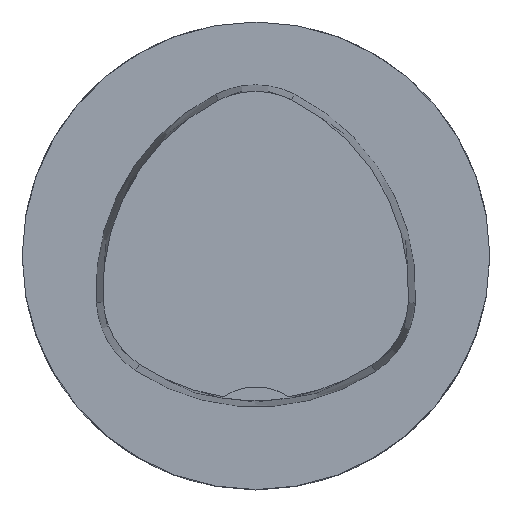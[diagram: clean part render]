
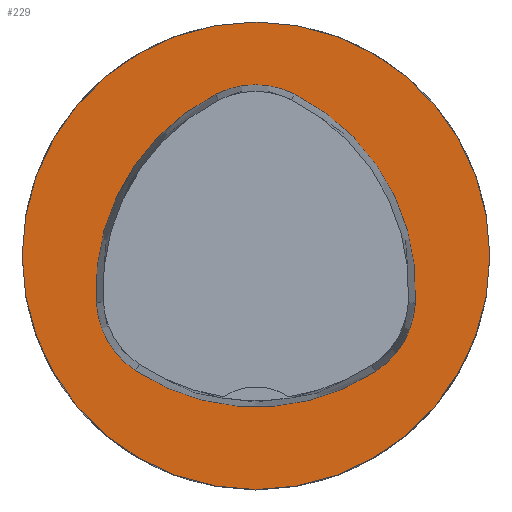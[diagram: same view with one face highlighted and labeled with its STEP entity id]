
A CAD part, top view. The second image highlights one B-rep face of the part: STEP entity #229.
In plain terms, the highlighted planar face has unit normal (0, 0, 1).
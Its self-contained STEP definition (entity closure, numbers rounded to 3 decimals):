
#148=CIRCLE('',#1488,16.);
#149=CIRCLE('',#1494,15.);
#151=CIRCLE('',#1497,6.);
#153=CIRCLE('',#1500,15.);
#155=CIRCLE('',#1503,6.);
#159=CIRCLE('',#1508,15.);
#161=CIRCLE('',#1511,6.);
#229=ADVANCED_FACE('',(#316,#317),#279,.T.);
#279=PLANE('',#1516);
#316=FACE_BOUND('',#396,.T.);
#317=FACE_BOUND('',#397,.T.);
#396=EDGE_LOOP('',(#987,#988,#989,#990,#991,#992));
#397=EDGE_LOOP('',(#993));
#987=ORIENTED_EDGE('',*,*,#1340,.T.);
#988=ORIENTED_EDGE('',*,*,#1320,.T.);
#989=ORIENTED_EDGE('',*,*,#1324,.T.);
#990=ORIENTED_EDGE('',*,*,#1327,.T.);
#991=ORIENTED_EDGE('',*,*,#1330,.T.);
#992=ORIENTED_EDGE('',*,*,#1338,.T.);
#993=ORIENTED_EDGE('',*,*,#1311,.F.);
#1136=VERTEX_POINT('',#2552);
#1145=VERTEX_POINT('',#2571);
#1146=VERTEX_POINT('',#2572);
#1149=VERTEX_POINT('',#2580);
#1151=VERTEX_POINT('',#2586);
#1153=VERTEX_POINT('',#2592);
#1160=VERTEX_POINT('',#2613);
#1311=EDGE_CURVE('',#1136,#1136,#148,.T.);
#1320=EDGE_CURVE('',#1145,#1146,#149,.T.);
#1324=EDGE_CURVE('',#1146,#1149,#151,.T.);
#1327=EDGE_CURVE('',#1149,#1151,#153,.T.);
#1330=EDGE_CURVE('',#1151,#1153,#155,.T.);
#1338=EDGE_CURVE('',#1153,#1160,#159,.T.);
#1340=EDGE_CURVE('',#1160,#1145,#161,.T.);
#1488=AXIS2_PLACEMENT_3D('',#2551,#1764,#1765);
#1494=AXIS2_PLACEMENT_3D('',#2570,#1780,#1781);
#1497=AXIS2_PLACEMENT_3D('',#2579,#1788,#1789);
#1500=AXIS2_PLACEMENT_3D('',#2585,#1795,#1796);
#1503=AXIS2_PLACEMENT_3D('',#2591,#1802,#1803);
#1508=AXIS2_PLACEMENT_3D('',#2614,#1814,#1815);
#1511=AXIS2_PLACEMENT_3D('',#2617,#1820,#1821);
#1516=AXIS2_PLACEMENT_3D('',#2622,#1830,#1831);
#1764=DIRECTION('',(0.,0.,-1.));
#1765=DIRECTION('',(-1.,0.,0.));
#1780=DIRECTION('',(0.,0.,-1.));
#1781=DIRECTION('',(-1.,0.,0.));
#1788=DIRECTION('',(0.,0.,-1.));
#1789=DIRECTION('',(-1.,0.,0.));
#1795=DIRECTION('',(0.,0.,-1.));
#1796=DIRECTION('',(-1.,0.,0.));
#1802=DIRECTION('',(0.,0.,-1.));
#1803=DIRECTION('',(-1.,0.,0.));
#1814=DIRECTION('',(0.,0.,-1.));
#1815=DIRECTION('',(-1.,0.,0.));
#1820=DIRECTION('',(0.,0.,-1.));
#1821=DIRECTION('',(-1.,0.,0.));
#1830=DIRECTION('',(0.,0.,1.));
#1831=DIRECTION('',(1.,0.,0.));
#2551=CARTESIAN_POINT('',(0.,0.,0.));
#2552=CARTESIAN_POINT('',(-16.,0.,0.));
#2570=CARTESIAN_POINT('',(4.048,-2.316,0.));
#2571=CARTESIAN_POINT('',(-10.926,-3.206,0.));
#2572=CARTESIAN_POINT('',(-2.774,11.043,0.));
#2579=CARTESIAN_POINT('',(-0.045,5.7,0.));
#2580=CARTESIAN_POINT('',(2.638,11.066,0.));
#2585=CARTESIAN_POINT('',(-4.07,-2.35,0.));
#2586=CARTESIAN_POINT('',(10.903,-3.249,0.));
#2591=CARTESIAN_POINT('',(4.914,-2.889,0.));
#2592=CARTESIAN_POINT('',(8.177,-7.924,0.));
#2613=CARTESIAN_POINT('',(-8.24,-7.859,0.));
#2614=CARTESIAN_POINT('',(0.019,4.663,0.));
#2617=CARTESIAN_POINT('',(-4.936,-2.85,0.));
#2622=CARTESIAN_POINT('',(0.,0.,0.));
